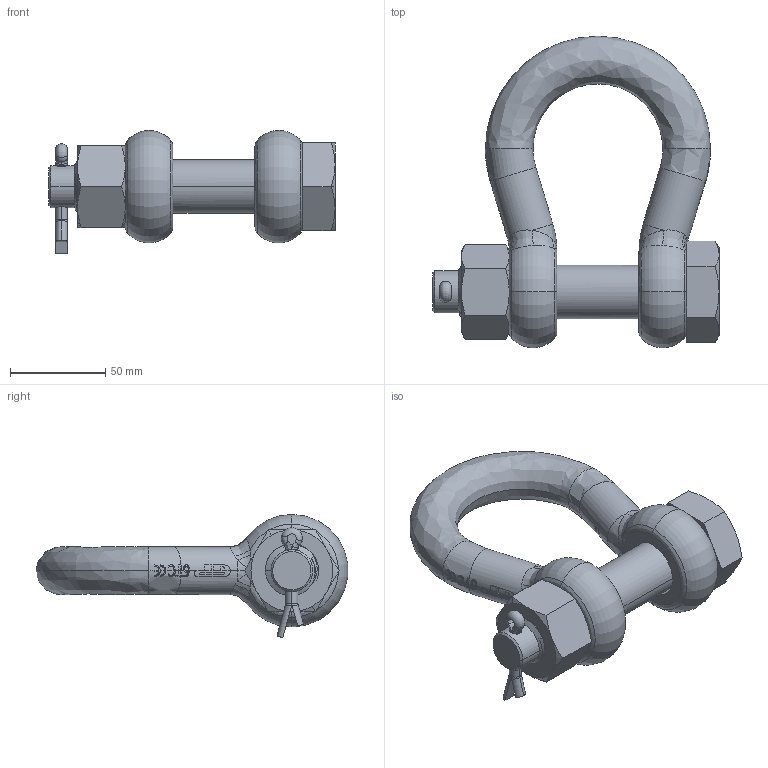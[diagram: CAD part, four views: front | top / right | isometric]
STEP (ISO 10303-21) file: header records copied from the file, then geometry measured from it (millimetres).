
FILE_DESCRIPTION(('STEP AP214'),'1');
FILE_NAME('gpghmb25.stp','2017-03-31T06:02:57',('TraceParts'),('TraceParts S.A.'),'Spatial InterOp 3D',' ',' ');
FILE_SCHEMA(('automotive_design'));
Length unit declared in the file: millimetre
Products named in the file (4): gpghmb25_1; gpghmb25_2; gpghmb25_3; gpghmb25_4
Bounding box: 150 x 163.28 x 64.55 mm (x, y, z)
Volume: 339748.1 mm3; surface area: 67102.9 mm2
Topology: 4 solids, 4 shells, 675 faces, 1858 edges, 1194 vertices
Faces by surface type: bspline 289, plane 231, cylinder 116, cone 28, torus 11
Entity records: 35794 total; most frequent: CARTESIAN_POINT 21186, ORIENTED_EDGE 3684, DIRECTION 2000, EDGE_CURVE 1842, VERTEX_POINT 1194, LINE 780, VECTOR 780, B_SPLINE_CURVE_WITH_KNOTS 737
